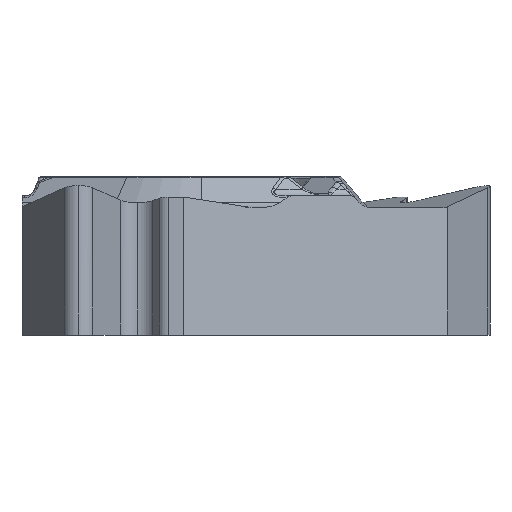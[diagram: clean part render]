
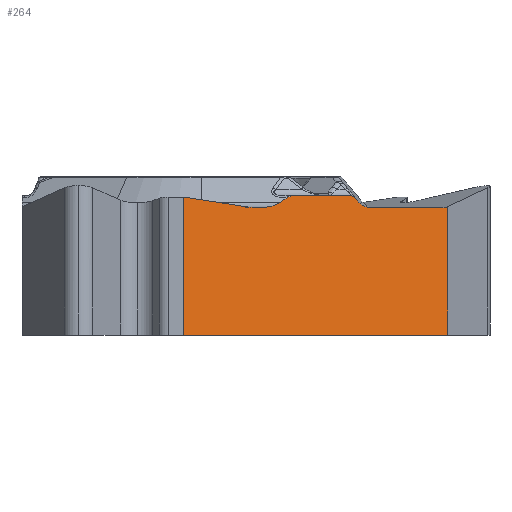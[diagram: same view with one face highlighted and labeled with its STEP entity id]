
A CAD part, front view. The second image highlights one B-rep face of the part: STEP entity #264.
In plain terms, the highlighted planar face has unit normal (0.5, -0.866, 0).
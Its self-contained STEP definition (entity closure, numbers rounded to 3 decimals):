
#264=ADVANCED_FACE('',(#507),#407,.F.);
#407=PLANE('',#3453);
#507=FACE_OUTER_BOUND('',#709,.T.);
#709=EDGE_LOOP('',(#1405,#1406,#1407,#1408,#1409,#1410,#1411,#1412,#1413,
#1414,#1415,#1416,#1417,#1418,#1419,#1420));
#877=ELLIPSE('',#3448,0.489,0.415);
#878=ELLIPSE('',#3449,0.177,0.15);
#879=ELLIPSE('',#3450,0.3,0.15);
#880=ELLIPSE('',#3451,0.83,0.415);
#881=ELLIPSE('',#3452,0.83,0.415);
#974=CIRCLE('',#3447,0.415);
#1405=ORIENTED_EDGE('',*,*,#2518,.T.);
#1406=ORIENTED_EDGE('',*,*,#2519,.T.);
#1407=ORIENTED_EDGE('',*,*,#2520,.T.);
#1408=ORIENTED_EDGE('',*,*,#2521,.T.);
#1409=ORIENTED_EDGE('',*,*,#2522,.F.);
#1410=ORIENTED_EDGE('',*,*,#2523,.T.);
#1411=ORIENTED_EDGE('',*,*,#2524,.F.);
#1412=ORIENTED_EDGE('',*,*,#2525,.F.);
#1413=ORIENTED_EDGE('',*,*,#2392,.T.);
#1414=ORIENTED_EDGE('',*,*,#2526,.F.);
#1415=ORIENTED_EDGE('',*,*,#2527,.F.);
#1416=ORIENTED_EDGE('',*,*,#2528,.T.);
#1417=ORIENTED_EDGE('',*,*,#2529,.F.);
#1418=ORIENTED_EDGE('',*,*,#2530,.T.);
#1419=ORIENTED_EDGE('',*,*,#2531,.T.);
#1420=ORIENTED_EDGE('',*,*,#2532,.T.);
#2089=VERTEX_POINT('',#5117);
#2090=VERTEX_POINT('',#5119);
#2163=VERTEX_POINT('',#5855);
#2164=VERTEX_POINT('',#5856);
#2165=VERTEX_POINT('',#5858);
#2166=VERTEX_POINT('',#5860);
#2167=VERTEX_POINT('',#5862);
#2168=VERTEX_POINT('',#5864);
#2169=VERTEX_POINT('',#5866);
#2170=VERTEX_POINT('',#5868);
#2171=VERTEX_POINT('',#5871);
#2172=VERTEX_POINT('',#5873);
#2173=VERTEX_POINT('',#5875);
#2174=VERTEX_POINT('',#5877);
#2175=VERTEX_POINT('',#5879);
#2176=VERTEX_POINT('',#5881);
#2392=EDGE_CURVE('',#2090,#2089,#2842,.T.);
#2518=EDGE_CURVE('',#2163,#2164,#2877,.T.);
#2519=EDGE_CURVE('',#2164,#2165,#2878,.T.);
#2520=EDGE_CURVE('',#2165,#2166,#2879,.T.);
#2521=EDGE_CURVE('',#2166,#2167,#974,.T.);
#2522=EDGE_CURVE('',#2168,#2167,#2880,.T.);
#2523=EDGE_CURVE('',#2168,#2169,#877,.T.);
#2524=EDGE_CURVE('',#2170,#2169,#2881,.T.);
#2525=EDGE_CURVE('',#2090,#2170,#878,.T.);
#2526=EDGE_CURVE('',#2171,#2089,#879,.T.);
#2527=EDGE_CURVE('',#2172,#2171,#2882,.T.);
#2528=EDGE_CURVE('',#2172,#2173,#880,.T.);
#2529=EDGE_CURVE('',#2174,#2173,#2883,.T.);
#2530=EDGE_CURVE('',#2174,#2175,#881,.T.);
#2531=EDGE_CURVE('',#2175,#2176,#2884,.T.);
#2532=EDGE_CURVE('',#2176,#2163,#2885,.T.);
#2842=LINE('',#5118,#3058);
#2877=LINE('',#5854,#3093);
#2878=LINE('',#5857,#3094);
#2879=LINE('',#5859,#3095);
#2880=LINE('',#5863,#3096);
#2881=LINE('',#5867,#3097);
#2882=LINE('',#5872,#3098);
#2883=LINE('',#5876,#3099);
#2884=LINE('',#5880,#3100);
#2885=LINE('',#5882,#3101);
#3058=VECTOR('',#3819,1.);
#3093=VECTOR('',#4046,1.);
#3094=VECTOR('',#4047,1.);
#3095=VECTOR('',#4048,1.);
#3096=VECTOR('',#4051,1.);
#3097=VECTOR('',#4054,1.);
#3098=VECTOR('',#4059,1.);
#3099=VECTOR('',#4062,1.);
#3100=VECTOR('',#4065,1.);
#3101=VECTOR('',#4066,1.);
#3447=AXIS2_PLACEMENT_3D('',#5861,#4049,#4050);
#3448=AXIS2_PLACEMENT_3D('',#5865,#4052,#4053);
#3449=AXIS2_PLACEMENT_3D('',#5869,#4055,#4056);
#3450=AXIS2_PLACEMENT_3D('',#5870,#4057,#4058);
#3451=AXIS2_PLACEMENT_3D('',#5874,#4060,#4061);
#3452=AXIS2_PLACEMENT_3D('',#5878,#4063,#4064);
#3453=AXIS2_PLACEMENT_3D('',#5883,#4067,#4068);
#3819=DIRECTION('',(-0.866,-0.5,0.));
#4046=DIRECTION('',(0.866,0.5,0.));
#4047=DIRECTION('',(0.,0.,1.));
#4048=DIRECTION('',(-0.837,-0.483,-0.259));
#4049=DIRECTION('',(-0.5,0.866,0.));
#4050=DIRECTION('',(-0.866,-0.5,0.));
#4051=DIRECTION('',(0.866,0.5,0.));
#4052=DIRECTION('',(-0.5,0.866,0.));
#4053=DIRECTION('',(-0.866,-0.5,0.));
#4054=DIRECTION('',(0.609,0.352,-0.711));
#4055=DIRECTION('',(-0.5,0.866,0.));
#4056=DIRECTION('',(0.866,0.5,0.));
#4057=DIRECTION('',(-0.5,0.866,0.));
#4058=DIRECTION('',(-0.866,-0.5,0.));
#4059=DIRECTION('',(0.744,0.43,0.512));
#4060=DIRECTION('',(-0.5,0.866,0.));
#4061=DIRECTION('',(-0.866,-0.5,0.));
#4062=DIRECTION('',(0.866,0.5,0.));
#4063=DIRECTION('',(-0.5,0.866,0.));
#4064=DIRECTION('',(0.866,0.5,0.));
#4065=DIRECTION('',(-0.858,-0.496,0.133));
#4066=DIRECTION('',(0.,0.,-1.));
#4067=DIRECTION('',(-0.5,0.866,0.));
#4068=DIRECTION('',(-0.866,-0.5,0.));
#5117=CARTESIAN_POINT('',(2.476,-4.07,-0.27));
#5118=CARTESIAN_POINT('',(-3.971,-7.792,-0.27));
#5119=CARTESIAN_POINT('',(3.96,-3.213,-0.27));
#5854=CARTESIAN_POINT('',(8.733,-0.457,-3.97));
#5855=CARTESIAN_POINT('',(-0.464,-5.767,-3.97));
#5856=CARTESIAN_POINT('',(6.545,-1.721,-3.97));
#5857=CARTESIAN_POINT('',(6.545,-1.721,0.));
#5858=CARTESIAN_POINT('',(6.545,-1.721,-0.561));
#5859=CARTESIAN_POINT('',(-3.145,-7.315,-3.559));
#5860=CARTESIAN_POINT('',(6.512,-1.74,-0.571));
#5861=CARTESIAN_POINT('',(6.419,-1.793,-0.17));
#5862=CARTESIAN_POINT('',(6.419,-1.793,-0.585));
#5863=CARTESIAN_POINT('',(-3.971,-7.792,-0.585));
#5864=CARTESIAN_POINT('',(4.499,-2.902,-0.585));
#5865=CARTESIAN_POINT('',(4.499,-2.902,-0.17));
#5866=CARTESIAN_POINT('',(4.174,-3.089,-0.437));
#5867=CARTESIAN_POINT('',(-0.044,-5.525,4.486));
#5868=CARTESIAN_POINT('',(4.077,-3.145,-0.324));
#5869=CARTESIAN_POINT('',(3.96,-3.213,-0.42));
#5870=CARTESIAN_POINT('',(2.476,-4.07,-0.42));
#5871=CARTESIAN_POINT('',(2.277,-4.185,-0.324));
#5872=CARTESIAN_POINT('',(7.165,-1.363,3.039));
#5873=CARTESIAN_POINT('',(2.113,-4.279,-0.437));
#5874=CARTESIAN_POINT('',(1.562,-4.597,-0.17));
#5875=CARTESIAN_POINT('',(1.562,-4.597,-0.585));
#5876=CARTESIAN_POINT('',(8.733,-0.457,-0.585));
#5877=CARTESIAN_POINT('',(1.45,-4.662,-0.585));
#5878=CARTESIAN_POINT('',(1.45,-4.662,-0.17));
#5879=CARTESIAN_POINT('',(1.264,-4.77,-0.571));
#5880=CARTESIAN_POINT('',(8.537,-0.571,-1.696));
#5881=CARTESIAN_POINT('',(-0.464,-5.767,-0.304));
#5882=CARTESIAN_POINT('',(-0.464,-5.767,0.));
#5883=CARTESIAN_POINT('',(8.733,-0.457,0.));
